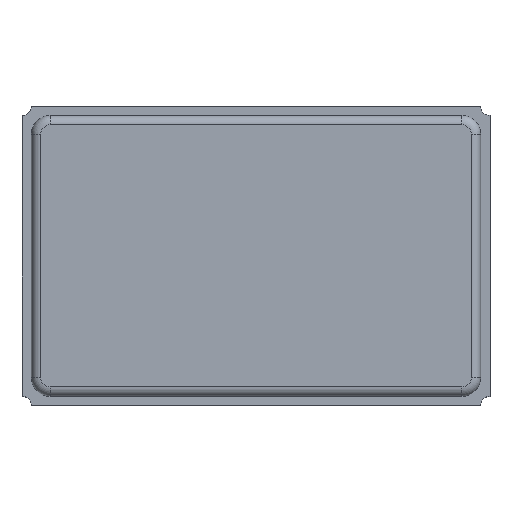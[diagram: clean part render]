
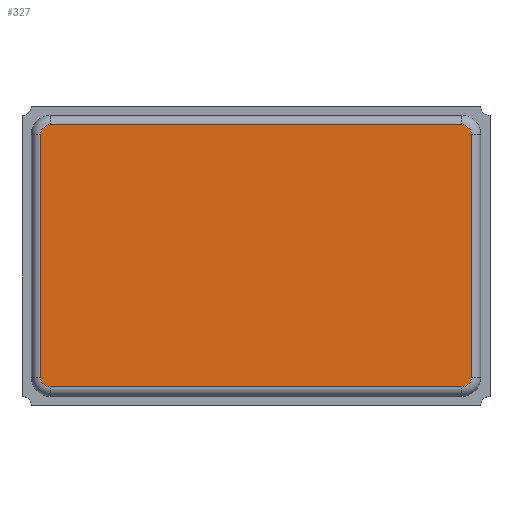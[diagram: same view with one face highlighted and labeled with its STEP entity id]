
A CAD part, top view. The second image highlights one B-rep face of the part: STEP entity #327.
In plain terms, the highlighted planar face has unit normal (0, 0, 1).
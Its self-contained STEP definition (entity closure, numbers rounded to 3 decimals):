
#95 = VERTEX_POINT('',#96);
#96 = CARTESIAN_POINT('',(-2.3,1.3,1.));
#103 = EDGE_CURVE('',#95,#104,#106,.T.);
#104 = VERTEX_POINT('',#105);
#105 = CARTESIAN_POINT('',(-2.3,-1.3,1.));
#106 = LINE('',#107,#108);
#107 = CARTESIAN_POINT('',(-2.3,1.3,1.));
#108 = VECTOR('',#109,1.);
#109 = DIRECTION('',(0.,-1.,0.));
#306 = VERTEX_POINT('',#307);
#307 = CARTESIAN_POINT('',(-2.2,1.4,1.));
#316 = EDGE_CURVE('',#306,#95,#317,.T.);
#317 = CIRCLE('',#318,0.1);
#318 = AXIS2_PLACEMENT_3D('',#319,#320,#321);
#319 = CARTESIAN_POINT('',(-2.2,1.3,1.));
#320 = DIRECTION('',(0.,0.,1.));
#321 = DIRECTION('',(0.,1.,0.));
#327 = ADVANCED_FACE('',(#328),#381,.T.);
#328 = FACE_BOUND('',#329,.T.);
#329 = EDGE_LOOP('',(#330,#331,#340,#348,#357,#365,#374,#380));
#330 = ORIENTED_EDGE('',*,*,#103,.T.);
#331 = ORIENTED_EDGE('',*,*,#332,.T.);
#332 = EDGE_CURVE('',#104,#333,#335,.T.);
#333 = VERTEX_POINT('',#334);
#334 = CARTESIAN_POINT('',(-2.2,-1.4,1.));
#335 = CIRCLE('',#336,0.1);
#336 = AXIS2_PLACEMENT_3D('',#337,#338,#339);
#337 = CARTESIAN_POINT('',(-2.2,-1.3,1.));
#338 = DIRECTION('',(0.,0.,1.));
#339 = DIRECTION('',(-1.,0.,0.));
#340 = ORIENTED_EDGE('',*,*,#341,.T.);
#341 = EDGE_CURVE('',#333,#342,#344,.T.);
#342 = VERTEX_POINT('',#343);
#343 = CARTESIAN_POINT('',(2.2,-1.4,1.));
#344 = LINE('',#345,#346);
#345 = CARTESIAN_POINT('',(-2.2,-1.4,1.));
#346 = VECTOR('',#347,1.);
#347 = DIRECTION('',(1.,0.,0.));
#348 = ORIENTED_EDGE('',*,*,#349,.T.);
#349 = EDGE_CURVE('',#342,#350,#352,.T.);
#350 = VERTEX_POINT('',#351);
#351 = CARTESIAN_POINT('',(2.3,-1.3,1.));
#352 = CIRCLE('',#353,0.1);
#353 = AXIS2_PLACEMENT_3D('',#354,#355,#356);
#354 = CARTESIAN_POINT('',(2.2,-1.3,1.));
#355 = DIRECTION('',(0.,0.,1.));
#356 = DIRECTION('',(0.,-1.,0.));
#357 = ORIENTED_EDGE('',*,*,#358,.T.);
#358 = EDGE_CURVE('',#350,#359,#361,.T.);
#359 = VERTEX_POINT('',#360);
#360 = CARTESIAN_POINT('',(2.3,1.3,1.));
#361 = LINE('',#362,#363);
#362 = CARTESIAN_POINT('',(2.3,-1.3,1.));
#363 = VECTOR('',#364,1.);
#364 = DIRECTION('',(0.,1.,0.));
#365 = ORIENTED_EDGE('',*,*,#366,.T.);
#366 = EDGE_CURVE('',#359,#367,#369,.T.);
#367 = VERTEX_POINT('',#368);
#368 = CARTESIAN_POINT('',(2.2,1.4,1.));
#369 = CIRCLE('',#370,0.1);
#370 = AXIS2_PLACEMENT_3D('',#371,#372,#373);
#371 = CARTESIAN_POINT('',(2.2,1.3,1.));
#372 = DIRECTION('',(0.,0.,1.));
#373 = DIRECTION('',(1.,0.,0.));
#374 = ORIENTED_EDGE('',*,*,#375,.T.);
#375 = EDGE_CURVE('',#367,#306,#376,.T.);
#376 = LINE('',#377,#378);
#377 = CARTESIAN_POINT('',(2.2,1.4,1.));
#378 = VECTOR('',#379,1.);
#379 = DIRECTION('',(-1.,0.,0.));
#380 = ORIENTED_EDGE('',*,*,#316,.T.);
#381 = PLANE('',#382);
#382 = AXIS2_PLACEMENT_3D('',#383,#384,#385);
#383 = CARTESIAN_POINT('',(0.,0.,1.));
#384 = DIRECTION('',(0.,0.,1.));
#385 = DIRECTION('',(0.,1.,0.));
